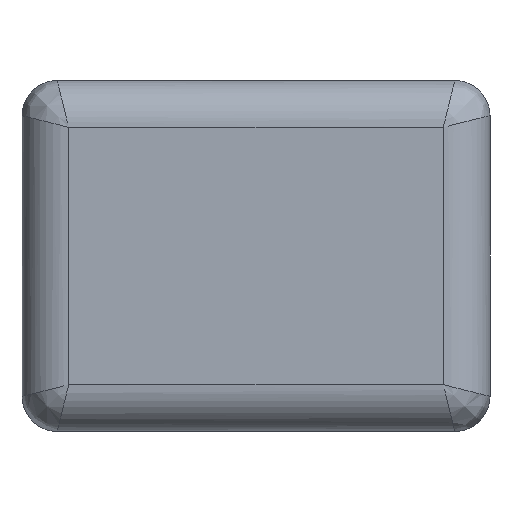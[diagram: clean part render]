
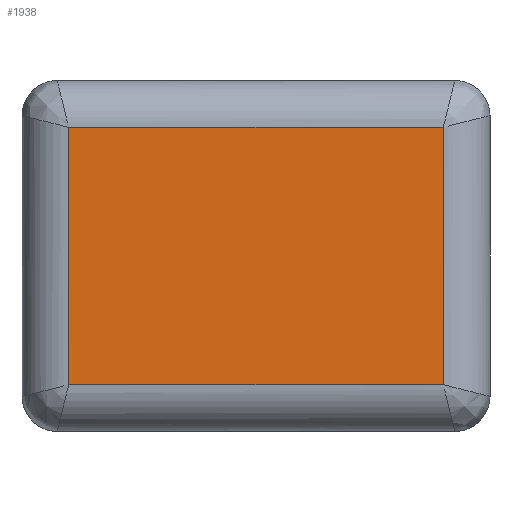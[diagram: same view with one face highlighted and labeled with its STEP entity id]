
A CAD part, left-side view. The second image highlights one B-rep face of the part: STEP entity #1938.
In plain terms, the highlighted planar face has unit normal (-1, 0, 0).
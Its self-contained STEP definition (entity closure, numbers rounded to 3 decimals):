
#94 = CARTESIAN_POINT ( 'NONE',  ( -0.8, 0.32, 0.08 ) ) ;
#129 = VECTOR ( 'NONE', #929, 1000. ) ;
#132 = ORIENTED_EDGE ( 'NONE', *, *, #2556, .T. ) ;
#186 = LINE ( 'NONE', #2552, #767 ) ;
#188 = CARTESIAN_POINT ( 'NONE',  ( -0.8, -0.32, 0.08 ) ) ;
#193 = VERTEX_POINT ( 'NONE', #1414 ) ;
#204 = EDGE_CURVE ( 'NONE', #2507, #1705, #1640, .T. ) ;
#206 = ORIENTED_EDGE ( 'NONE', *, *, #2244, .T. ) ;
#334 = CARTESIAN_POINT ( 'NONE',  ( -0.8, -0.4, 0.52 ) ) ;
#499 = CARTESIAN_POINT ( 'NONE',  ( -0.8, -0.4, 0.6 ) ) ;
#542 = DIRECTION ( 'NONE',  ( 0., 1., 0. ) ) ;
#546 = VECTOR ( 'NONE', #542, 1000. ) ;
#573 = DIRECTION ( 'NONE',  ( 0., -1., 0. ) ) ;
#706 = DIRECTION ( 'NONE',  ( 0., 0., -1. ) ) ;
#716 = CARTESIAN_POINT ( 'NONE',  ( -0.8, -0.32, 0.6 ) ) ;
#767 = VECTOR ( 'NONE', #2334, 1000. ) ;
#777 = ORIENTED_EDGE ( 'NONE', *, *, #204, .T. ) ;
#929 = DIRECTION ( 'NONE',  ( 0., 0., 1. ) ) ;
#1194 = ORIENTED_EDGE ( 'NONE', *, *, #1244, .T. ) ;
#1244 = EDGE_CURVE ( 'NONE', #1705, #1764, #1519, .T. ) ;
#1414 = CARTESIAN_POINT ( 'NONE',  ( -0.8, 0.32, 0.52 ) ) ;
#1455 = LINE ( 'NONE', #334, #546 ) ;
#1519 = LINE ( 'NONE', #716, #129 ) ;
#1631 = CARTESIAN_POINT ( 'NONE',  ( -0.8, 0., 0.08 ) ) ;
#1640 = LINE ( 'NONE', #1631, #2125 ) ;
#1705 = VERTEX_POINT ( 'NONE', #188 ) ;
#1764 = VERTEX_POINT ( 'NONE', #2311 ) ;
#1938 = ADVANCED_FACE ( 'NONE', ( #1989 ), #2369, .F. ) ;
#1963 = DIRECTION ( 'NONE',  ( 1., 0., 0. ) ) ;
#1989 = FACE_OUTER_BOUND ( 'NONE', #2611, .T. ) ;
#2125 = VECTOR ( 'NONE', #573, 1000. ) ;
#2244 = EDGE_CURVE ( 'NONE', #193, #2507, #186, .T. ) ;
#2307 = AXIS2_PLACEMENT_3D ( 'NONE', #499, #1963, #706 ) ;
#2311 = CARTESIAN_POINT ( 'NONE',  ( -0.8, -0.32, 0.52 ) ) ;
#2334 = DIRECTION ( 'NONE',  ( 0., 0., -1. ) ) ;
#2369 = PLANE ( 'NONE',  #2307 ) ;
#2507 = VERTEX_POINT ( 'NONE', #94 ) ;
#2552 = CARTESIAN_POINT ( 'NONE',  ( -0.8, 0.32, 0.6 ) ) ;
#2556 = EDGE_CURVE ( 'NONE', #1764, #193, #1455, .T. ) ;
#2611 = EDGE_LOOP ( 'NONE', ( #206, #777, #1194, #132 ) ) ;
